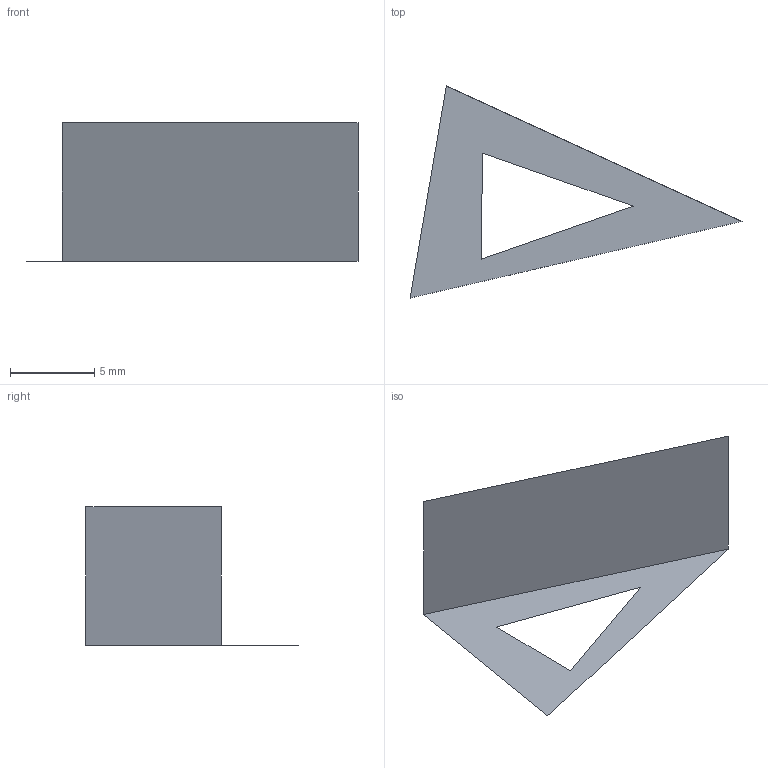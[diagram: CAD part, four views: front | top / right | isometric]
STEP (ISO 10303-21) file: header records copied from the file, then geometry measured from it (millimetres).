
FILE_DESCRIPTION(/* description */ (''),/* implementation_level */ '2;1');
FILE_NAME(/* name */ 'faces5',/* time_stamp */ '2025-04-06T22:08:30+02:00',/* author */ (''),/* organization */ (''),/* preprocessor_version */ 'ST-DEVELOPER v16.5',/* originating_system */ 'Rhino 7.37',/* authorisation */ '');
FILE_SCHEMA (('CONFIG_CONTROL_DESIGN'));
Length unit declared in the file: millimetre
Products named in the file (1): Document
Bounding box: 19.69 x 12.57 x 8.2 mm (x, y, z)
Surface area: 248.8 mm2 (no closed solid volume)
Topology: 0 solids, 1 shells, 2 faces, 9 edges, 8 vertices
Faces by surface type: plane 2
Entity records: 172 total; most frequent: CARTESIAN_POINT 30, ORIENTED_EDGE 10, EDGE_CURVE 9, B_SPLINE_CURVE_WITH_KNOTS 9, VERTEX_POINT 8, ORGANIZATION 7, PERSON_AND_ORGANIZATION 7, DIRECTION 6
